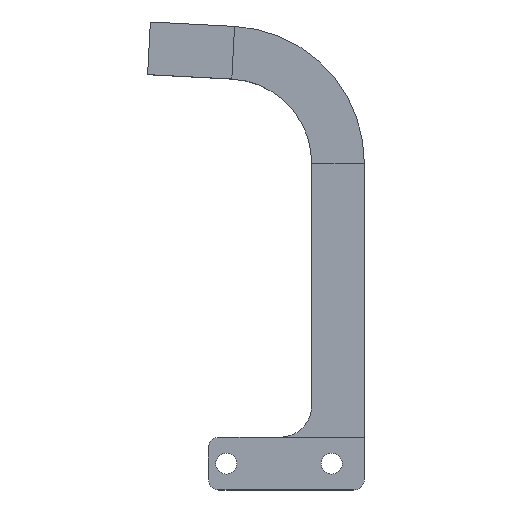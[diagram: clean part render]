
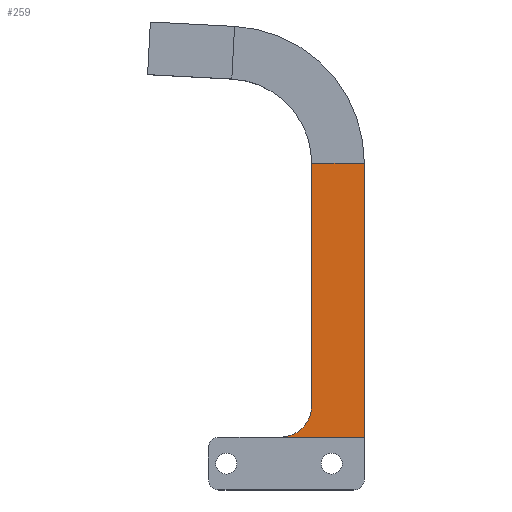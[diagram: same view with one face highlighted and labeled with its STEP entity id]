
A CAD part, top view. The second image highlights one B-rep face of the part: STEP entity #259.
In plain terms, the highlighted planar face has unit normal (0, 0, 1).
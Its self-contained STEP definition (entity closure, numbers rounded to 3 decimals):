
#1 = CARTESIAN_POINT ( 'NONE',  ( 9.8, 8., 4. ) ) ;
#18 = ORIENTED_EDGE ( 'NONE', *, *, #445, .F. ) ;
#35 = DIRECTION ( 'NONE',  ( 1., 0., 0. ) ) ;
#44 = VERTEX_POINT ( 'NONE', #562 ) ;
#70 = EDGE_CURVE ( 'NONE', #145, #650, #843, .T. ) ;
#71 = LINE ( 'NONE', #561, #288 ) ;
#145 = VERTEX_POINT ( 'NONE', #354 ) ;
#156 = VECTOR ( 'NONE', #384, 1000. ) ;
#162 = AXIS2_PLACEMENT_3D ( 'NONE', #569, #716, #35 ) ;
#169 = ORIENTED_EDGE ( 'NONE', *, *, #395, .F. ) ;
#175 = LINE ( 'NONE', #582, #790 ) ;
#227 = ORIENTED_EDGE ( 'NONE', *, *, #757, .T. ) ;
#239 = CARTESIAN_POINT ( 'NONE',  ( 14.8, 5., 4. ) ) ;
#245 = DIRECTION ( 'NONE',  ( 0., 0., 1. ) ) ;
#259 = ADVANCED_FACE ( 'NONE', ( #658 ), #301, .T. ) ;
#288 = VECTOR ( 'NONE', #483, 1000. ) ;
#301 = PLANE ( 'NONE',  #602 ) ;
#340 = ORIENTED_EDGE ( 'NONE', *, *, #70, .T. ) ;
#349 = CARTESIAN_POINT ( 'NONE',  ( 14.8, 5., 4. ) ) ;
#354 = CARTESIAN_POINT ( 'NONE',  ( 6.8, 5., 4. ) ) ;
#384 = DIRECTION ( 'NONE',  ( 0., 1., 0. ) ) ;
#395 = EDGE_CURVE ( 'NONE', #44, #615, #71, .T. ) ;
#404 = ORIENTED_EDGE ( 'NONE', *, *, #531, .T. ) ;
#445 = EDGE_CURVE ( 'NONE', #498, #44, #175, .T. ) ;
#483 = DIRECTION ( 'NONE',  ( 1., 0., 0. ) ) ;
#498 = VERTEX_POINT ( 'NONE', #1 ) ;
#531 = EDGE_CURVE ( 'NONE', #650, #615, #604, .T. ) ;
#561 = CARTESIAN_POINT ( 'NONE',  ( 14.8, 31., 4. ) ) ;
#562 = CARTESIAN_POINT ( 'NONE',  ( 9.8, 31., 4. ) ) ;
#569 = CARTESIAN_POINT ( 'NONE',  ( 6.8, 8., 4. ) ) ;
#582 = CARTESIAN_POINT ( 'NONE',  ( 9.8, 5., 4. ) ) ;
#602 = AXIS2_PLACEMENT_3D ( 'NONE', #239, #245, #866 ) ;
#604 = LINE ( 'NONE', #864, #156 ) ;
#615 = VERTEX_POINT ( 'NONE', #822 ) ;
#643 = DIRECTION ( 'NONE',  ( 1., 0., 0. ) ) ;
#647 = CIRCLE ( 'NONE', #162, 3. ) ;
#650 = VERTEX_POINT ( 'NONE', #762 ) ;
#658 = FACE_OUTER_BOUND ( 'NONE', #662, .T. ) ;
#662 = EDGE_LOOP ( 'NONE', ( #169, #18, #227, #340, #404 ) ) ;
#716 = DIRECTION ( 'NONE',  ( 0., 0., -1. ) ) ;
#757 = EDGE_CURVE ( 'NONE', #498, #145, #647, .T. ) ;
#762 = CARTESIAN_POINT ( 'NONE',  ( 14.8, 5., 4. ) ) ;
#790 = VECTOR ( 'NONE', #868, 1000. ) ;
#806 = VECTOR ( 'NONE', #643, 1000. ) ;
#822 = CARTESIAN_POINT ( 'NONE',  ( 14.8, 31., 4. ) ) ;
#843 = LINE ( 'NONE', #349, #806 ) ;
#864 = CARTESIAN_POINT ( 'NONE',  ( 14.8, 5., 4. ) ) ;
#866 = DIRECTION ( 'NONE',  ( 1., 0., 0. ) ) ;
#868 = DIRECTION ( 'NONE',  ( 0., 1., 0. ) ) ;
